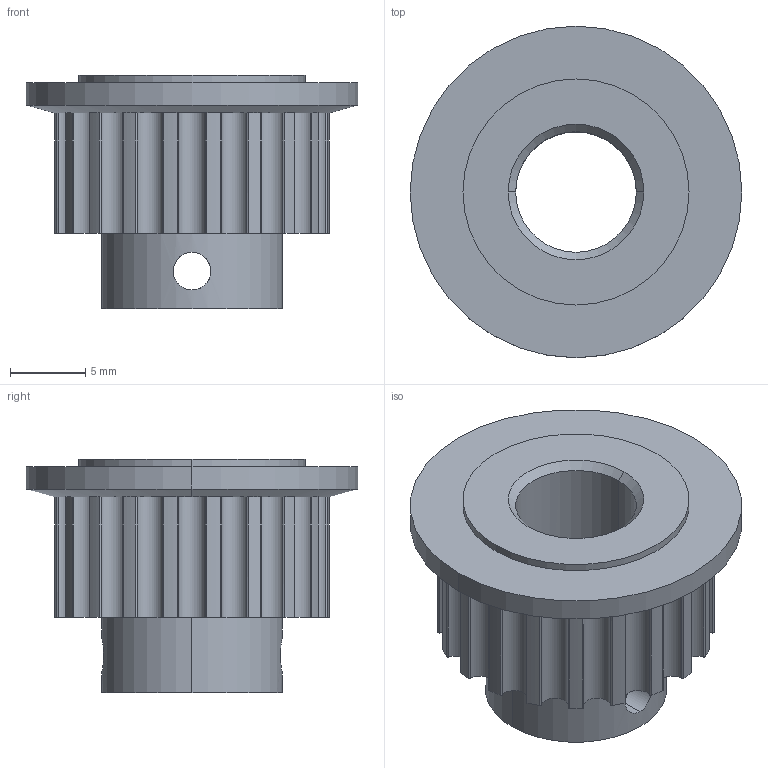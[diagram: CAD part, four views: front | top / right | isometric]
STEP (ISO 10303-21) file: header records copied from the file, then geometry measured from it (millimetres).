
FILE_DESCRIPTION (( 'STEP AP214' ), '1' );
FILE_NAME ('4333240000574.STEP', '2018-01-17T02:10:51', ( '13' ), ( '' ), 'SwSTEP 2.0', 'SolidWorks 2012', '' );
FILE_SCHEMA (( 'AUTOMOTIVE_DESIGN' ));
Length unit declared in the file: millimetre
Products named in the file (1): 4333240000574
Bounding box: 22 x 22 x 15.5 mm (x, y, z)
Volume: 2449.7 mm3; surface area: 2007.6 mm2
Topology: 1 solids, 1 shells, 142 faces, 368 edges, 230 vertices
Faces by surface type: cylinder 92, plane 44, cone 6
Entity records: 4628 total; most frequent: DIRECTION 908, CARTESIAN_POINT 893, ORIENTED_EDGE 736, AXIS2_PLACEMENT_3D 405, EDGE_CURVE 368, CIRCLE 262, VERTEX_POINT 230, EDGE_LOOP 150
